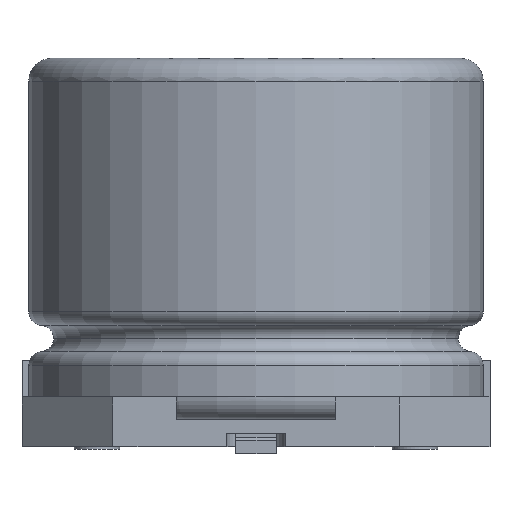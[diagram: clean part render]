
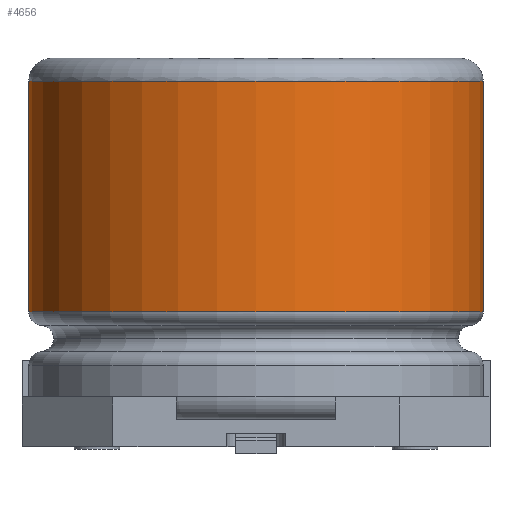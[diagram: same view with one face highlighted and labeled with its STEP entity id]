
A CAD part, left-side view. The second image highlights one B-rep face of the part: STEP entity #4656.
In plain terms, the highlighted cylindrical face has radius 5 mm (diameter 10 mm), a full revolution.
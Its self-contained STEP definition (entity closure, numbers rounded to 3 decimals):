
#945=CYLINDRICAL_SURFACE('',#4909,5.);
#1270=ORIENTED_EDGE('',*,*,#2176,.T.);
#1271=ORIENTED_EDGE('',*,*,#2173,.T.);
#2173=EDGE_CURVE('',#2632,#2632,#2849,.T.);
#2176=EDGE_CURVE('',#2635,#2635,#2852,.T.);
#2632=VERTEX_POINT('',#7059);
#2635=VERTEX_POINT('',#7067);
#2849=CIRCLE('',#4899,5.);
#2852=CIRCLE('',#4904,5.);
#2990=EDGE_LOOP('',(#1270));
#2991=EDGE_LOOP('',(#1271));
#3253=FACE_BOUND('',#2990,.T.);
#3254=FACE_BOUND('',#2991,.T.);
#4656=ADVANCED_FACE('',(#3253,#3254),#945,.T.);
#4899=AXIS2_PLACEMENT_3D('',#7058,#5413,#5414);
#4904=AXIS2_PLACEMENT_3D('',#7066,#5423,#5424);
#4909=AXIS2_PLACEMENT_3D('',#7088,#5433,#5434);
#5413=DIRECTION('',(0.,0.,-1.));
#5414=DIRECTION('',(0.,1.,0.));
#5423=DIRECTION('',(0.,0.,1.));
#5424=DIRECTION('',(0.,-1.,0.));
#5433=DIRECTION('',(0.,0.,-1.));
#5434=DIRECTION('',(0.,-1.,0.));
#7058=CARTESIAN_POINT('',(0.,0.,8.05));
#7059=CARTESIAN_POINT('',(0.,5.,8.05));
#7066=CARTESIAN_POINT('',(0.,0.,2.971));
#7067=CARTESIAN_POINT('',(0.,-5.,2.971));
#7088=CARTESIAN_POINT('',(0.,0.,10.5));
